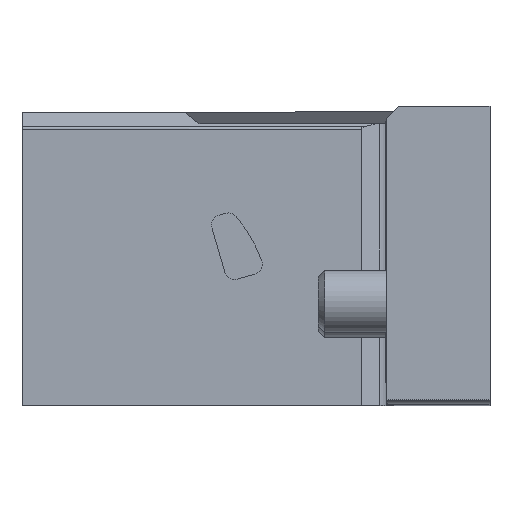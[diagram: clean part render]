
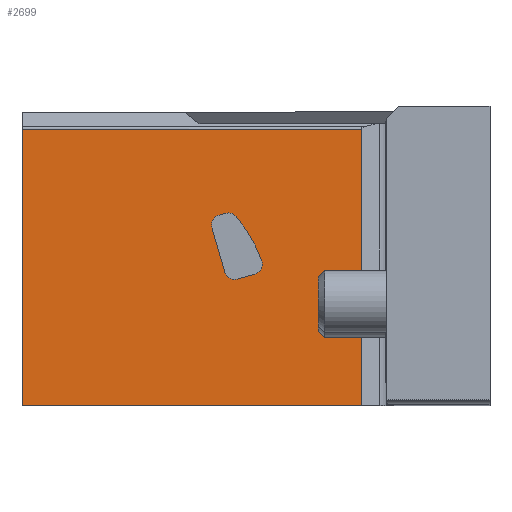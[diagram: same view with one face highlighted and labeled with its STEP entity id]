
A CAD part, top view. The second image highlights one B-rep face of the part: STEP entity #2699.
In plain terms, the highlighted planar face has unit normal (0, 0, 1).
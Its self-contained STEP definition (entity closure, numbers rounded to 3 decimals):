
#74=PLANE('',#2923);
#197=CIRCLE('',#2924,1.);
#198=CIRCLE('',#2925,1.);
#199=CIRCLE('',#2926,13.3);
#200=CIRCLE('',#2927,1.);
#201=CIRCLE('',#2928,1.);
#448=ORIENTED_EDGE('',*,*,#1196,.F.);
#449=ORIENTED_EDGE('',*,*,#1197,.F.);
#450=ORIENTED_EDGE('',*,*,#1198,.F.);
#451=ORIENTED_EDGE('',*,*,#1199,.F.);
#452=ORIENTED_EDGE('',*,*,#1200,.F.);
#453=ORIENTED_EDGE('',*,*,#1201,.F.);
#454=ORIENTED_EDGE('',*,*,#1202,.F.);
#455=ORIENTED_EDGE('',*,*,#1203,.F.);
#456=ORIENTED_EDGE('',*,*,#1204,.T.);
#457=ORIENTED_EDGE('',*,*,#1205,.T.);
#458=ORIENTED_EDGE('',*,*,#1131,.T.);
#459=ORIENTED_EDGE('',*,*,#1064,.F.);
#1064=EDGE_CURVE('',#1447,#1440,#1705,.T.);
#1131=EDGE_CURVE('',#1511,#1440,#1760,.T.);
#1196=EDGE_CURVE('',#1562,#1563,#197,.T.);
#1197=EDGE_CURVE('',#1564,#1562,#1803,.T.);
#1198=EDGE_CURVE('',#1565,#1564,#198,.T.);
#1199=EDGE_CURVE('',#1566,#1565,#199,.T.);
#1200=EDGE_CURVE('',#1567,#1566,#200,.T.);
#1201=EDGE_CURVE('',#1568,#1567,#1804,.T.);
#1202=EDGE_CURVE('',#1569,#1568,#201,.T.);
#1203=EDGE_CURVE('',#1563,#1569,#1805,.T.);
#1204=EDGE_CURVE('',#1447,#1570,#1806,.T.);
#1205=EDGE_CURVE('',#1570,#1511,#1807,.T.);
#1440=VERTEX_POINT('',#3985);
#1447=VERTEX_POINT('',#4000);
#1511=VERTEX_POINT('',#4135);
#1562=VERTEX_POINT('',#4272);
#1563=VERTEX_POINT('',#4273);
#1564=VERTEX_POINT('',#4275);
#1565=VERTEX_POINT('',#4277);
#1566=VERTEX_POINT('',#4279);
#1567=VERTEX_POINT('',#4281);
#1568=VERTEX_POINT('',#4283);
#1569=VERTEX_POINT('',#4285);
#1570=VERTEX_POINT('',#4288);
#1705=LINE('',#4001,#1981);
#1760=LINE('',#4134,#2036);
#1803=LINE('',#4274,#2079);
#1804=LINE('',#4282,#2080);
#1805=LINE('',#4286,#2081);
#1806=LINE('',#4287,#2082);
#1807=LINE('',#4289,#2083);
#1981=VECTOR('',#3170,1000.);
#2036=VECTOR('',#3255,1000.);
#2079=VECTOR('',#3362,1000.);
#2080=VECTOR('',#3369,1000.);
#2081=VECTOR('',#3372,1000.);
#2082=VECTOR('',#3373,1000.);
#2083=VECTOR('',#3374,1000.);
#2268=EDGE_LOOP('',(#448,#449,#450,#451,#452,#453,#454,#455));
#2269=EDGE_LOOP('',(#456,#457,#458,#459));
#2466=FACE_BOUND('',#2268,.T.);
#2467=FACE_BOUND('',#2269,.T.);
#2699=ADVANCED_FACE('',(#2466,#2467),#74,.T.);
#2923=AXIS2_PLACEMENT_3D('',#4270,#3358,#3359);
#2924=AXIS2_PLACEMENT_3D('',#4271,#3360,#3361);
#2925=AXIS2_PLACEMENT_3D('',#4276,#3363,#3364);
#2926=AXIS2_PLACEMENT_3D('',#4278,#3365,#3366);
#2927=AXIS2_PLACEMENT_3D('',#4280,#3367,#3368);
#2928=AXIS2_PLACEMENT_3D('',#4284,#3370,#3371);
#3170=DIRECTION('',(-1.,0.,0.));
#3255=DIRECTION('',(0.,-1.,0.));
#3358=DIRECTION('',(0.,0.,1.));
#3359=DIRECTION('',(1.,0.,0.));
#3360=DIRECTION('',(0.,0.,1.));
#3361=DIRECTION('',(1.,0.,0.));
#3362=DIRECTION('',(-0.961,-0.276,0.));
#3363=DIRECTION('',(0.,0.,1.));
#3364=DIRECTION('',(1.,0.,0.));
#3365=DIRECTION('',(0.,0.,1.));
#3366=DIRECTION('',(1.,0.,0.));
#3367=DIRECTION('',(0.,0.,1.));
#3368=DIRECTION('',(1.,0.,0.));
#3369=DIRECTION('',(0.961,0.276,0.));
#3370=DIRECTION('',(0.,0.,1.));
#3371=DIRECTION('',(1.,0.,0.));
#3372=DIRECTION('',(0.276,-0.961,0.));
#3373=DIRECTION('',(0.,1.,0.));
#3374=DIRECTION('',(-1.,0.,0.));
#3985=CARTESIAN_POINT('',(-45.,0.,15.));
#4000=CARTESIAN_POINT('',(-12.4,0.,15.));
#4001=CARTESIAN_POINT('',(-10.,0.,15.));
#4134=CARTESIAN_POINT('',(-45.,28.2,15.));
#4135=CARTESIAN_POINT('',(-45.,26.55,15.));
#4270=CARTESIAN_POINT('',(-10.,28.2,15.));
#4271=CARTESIAN_POINT('',(-25.763,17.335,15.));
#4272=CARTESIAN_POINT('',(-26.039,18.296,15.));
#4273=CARTESIAN_POINT('',(-26.724,17.059,15.));
#4274=CARTESIAN_POINT('',(-25.439,18.468,15.));
#4275=CARTESIAN_POINT('',(-25.439,18.468,15.));
#4276=CARTESIAN_POINT('',(-25.163,17.507,15.));
#4277=CARTESIAN_POINT('',(-24.404,18.158,15.));
#4278=CARTESIAN_POINT('',(-34.5,9.5,15.));
#4279=CARTESIAN_POINT('',(-21.953,13.911,15.));
#4280=CARTESIAN_POINT('',(-22.896,13.58,15.));
#4281=CARTESIAN_POINT('',(-22.621,12.618,15.));
#4282=CARTESIAN_POINT('',(-24.275,12.144,15.));
#4283=CARTESIAN_POINT('',(-24.275,12.144,15.));
#4284=CARTESIAN_POINT('',(-24.55,13.105,15.));
#4285=CARTESIAN_POINT('',(-25.512,12.83,15.));
#4286=CARTESIAN_POINT('',(-26.724,17.059,15.));
#4287=CARTESIAN_POINT('',(-12.4,0.,15.));
#4288=CARTESIAN_POINT('',(-12.4,26.55,15.));
#4289=CARTESIAN_POINT('',(-10.,26.55,15.));
